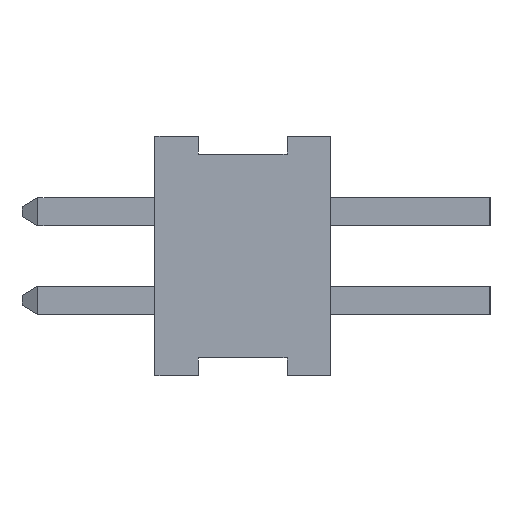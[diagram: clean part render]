
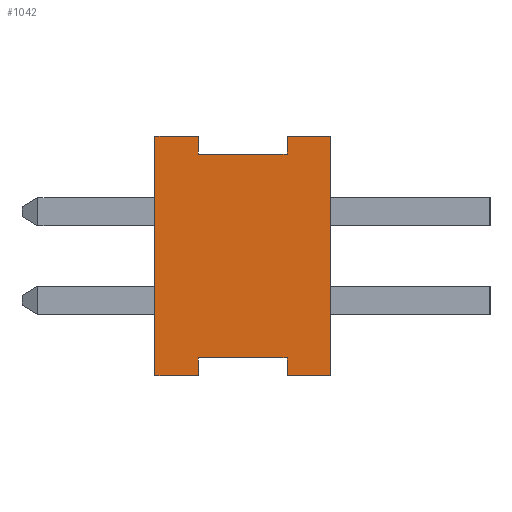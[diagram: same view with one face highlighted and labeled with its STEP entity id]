
A CAD part, left-side view. The second image highlights one B-rep face of the part: STEP entity #1042.
In plain terms, the highlighted planar face has unit normal (-1, 0, 0).
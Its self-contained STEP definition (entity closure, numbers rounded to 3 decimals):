
#1042=ADVANCED_FACE('',(#2110),#2111,.F.);
#2110=FACE_OUTER_BOUND('',#3169,.T.);
#2111=PLANE('',#3170);
#3169=EDGE_LOOP('',(#6245,#6246,#6247,#6248,#6249,#6250,#6251,#6252,#6253,#6254,#6255,#6256));
#3170=AXIS2_PLACEMENT_3D('',#6257,#6258,#6259);
#6245=ORIENTED_EDGE('',*,*,#7240,.T.);
#6246=ORIENTED_EDGE('',*,*,#7300,.F.);
#6247=ORIENTED_EDGE('',*,*,#7450,.F.);
#6248=ORIENTED_EDGE('',*,*,#7452,.F.);
#6249=ORIENTED_EDGE('',*,*,#7320,.F.);
#6250=ORIENTED_EDGE('',*,*,#7455,.F.);
#6251=ORIENTED_EDGE('',*,*,#7457,.F.);
#6252=ORIENTED_EDGE('',*,*,#7027,.T.);
#6253=ORIENTED_EDGE('',*,*,#7232,.T.);
#6254=ORIENTED_EDGE('',*,*,#7234,.F.);
#6255=ORIENTED_EDGE('',*,*,#7085,.F.);
#6256=ORIENTED_EDGE('',*,*,#7237,.F.);
#6257=CARTESIAN_POINT('',(0.,1.257,0.));
#6258=DIRECTION('',(1.0,0.0,0.));
#6259=DIRECTION('',(0.,0.0,-1.0));
#7027=EDGE_CURVE('',#8586,#8584,#8587,.T.);
#7085=EDGE_CURVE('',#8697,#8699,#8700,.T.);
#7232=EDGE_CURVE('',#8584,#8894,#8896,.T.);
#7234=EDGE_CURVE('',#8699,#8894,#8898,.T.);
#7237=EDGE_CURVE('',#8900,#8697,#8902,.T.);
#7240=EDGE_CURVE('',#8900,#8904,#8906,.T.);
#7300=EDGE_CURVE('',#9006,#8904,#9008,.T.);
#7320=EDGE_CURVE('',#9038,#9040,#9041,.T.);
#7450=EDGE_CURVE('',#9207,#9006,#9209,.T.);
#7452=EDGE_CURVE('',#9040,#9207,#9211,.T.);
#7455=EDGE_CURVE('',#9213,#9038,#9215,.T.);
#7457=EDGE_CURVE('',#8586,#9213,#9217,.T.);
#8584=VERTEX_POINT('',#10887);
#8586=VERTEX_POINT('',#10890);
#8587=LINE('',#10891,#10892);
#8697=VERTEX_POINT('',#11057);
#8699=VERTEX_POINT('',#11060);
#8700=LINE('',#11061,#11062);
#8894=VERTEX_POINT('',#11353);
#8896=LINE('',#11356,#11357);
#8898=LINE('',#11359,#11360);
#8900=VERTEX_POINT('',#11362);
#8902=LINE('',#11365,#11366);
#8904=VERTEX_POINT('',#11368);
#8906=LINE('',#11371,#11372);
#9006=VERTEX_POINT('',#11521);
#9008=LINE('',#11524,#11525);
#9038=VERTEX_POINT('',#11572);
#9040=VERTEX_POINT('',#11575);
#9041=LINE('',#11576,#11577);
#9207=VERTEX_POINT('',#11823);
#9209=LINE('',#11826,#11827);
#9211=LINE('',#11829,#11830);
#9213=VERTEX_POINT('',#11832);
#9215=LINE('',#11835,#11836);
#9217=LINE('',#11838,#11839);
#10887=CARTESIAN_POINT('',(0.,2.515,-1.715));
#10890=CARTESIAN_POINT('',(0.,2.515,1.715));
#10891=CARTESIAN_POINT('',(0.,2.515,1.715));
#10892=VECTOR('',#12392,1.0);
#11057=CARTESIAN_POINT('',(0.,0.622,-1.461));
#11060=CARTESIAN_POINT('',(0.,1.892,-1.461));
#11061=CARTESIAN_POINT('',(0.,0.622,-1.461));
#11062=VECTOR('',#12449,1.0);
#11353=CARTESIAN_POINT('',(0.,1.892,-1.715));
#11356=CARTESIAN_POINT('',(0.,2.515,-1.715));
#11357=VECTOR('',#12548,1.0);
#11359=CARTESIAN_POINT('',(0.,1.892,-1.461));
#11360=VECTOR('',#12549,1.0);
#11362=CARTESIAN_POINT('',(0.,0.622,-1.715));
#11365=CARTESIAN_POINT('',(0.,0.622,-1.715));
#11366=VECTOR('',#12551,1.0);
#11368=CARTESIAN_POINT('',(0.,0.0,-1.715));
#11371=CARTESIAN_POINT('',(0.,0.622,-1.715));
#11372=VECTOR('',#12553,1.0);
#11521=CARTESIAN_POINT('',(0.,0.0,1.715));
#11524=CARTESIAN_POINT('',(0.,0.0,1.715));
#11525=VECTOR('',#12604,1.0);
#11572=CARTESIAN_POINT('',(0.,1.892,1.461));
#11575=CARTESIAN_POINT('',(0.,0.622,1.461));
#11576=CARTESIAN_POINT('',(0.,1.892,1.461));
#11577=VECTOR('',#12623,1.0);
#11823=CARTESIAN_POINT('',(0.,0.622,1.715));
#11826=CARTESIAN_POINT('',(0.,0.622,1.715));
#11827=VECTOR('',#12705,1.0);
#11829=CARTESIAN_POINT('',(0.,0.622,1.461));
#11830=VECTOR('',#12706,1.0);
#11832=CARTESIAN_POINT('',(0.,1.892,1.715));
#11835=CARTESIAN_POINT('',(0.,1.892,1.715));
#11836=VECTOR('',#12708,1.0);
#11838=CARTESIAN_POINT('',(0.,2.515,1.715));
#11839=VECTOR('',#12709,1.0);
#12392=DIRECTION('',(0.,0.0,-1.0));
#12449=DIRECTION('',(0.0,1.0,0.0));
#12548=DIRECTION('',(0.,-1.0,0.));
#12549=DIRECTION('',(0.,0.0,-1.0));
#12551=DIRECTION('',(0.,0.0,1.0));
#12553=DIRECTION('',(0.,-1.0,0.));
#12604=DIRECTION('',(0.,0.0,-1.0));
#12623=DIRECTION('',(0.0,-1.0,0.0));
#12705=DIRECTION('',(0.,-1.0,0.));
#12706=DIRECTION('',(0.,0.0,1.0));
#12708=DIRECTION('',(0.,0.0,-1.0));
#12709=DIRECTION('',(0.,-1.0,0.));
